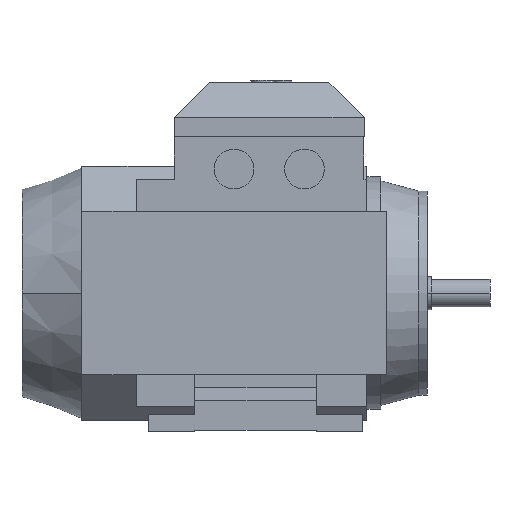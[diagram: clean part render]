
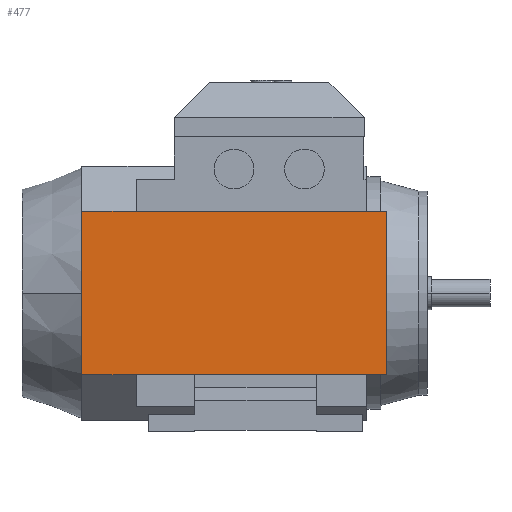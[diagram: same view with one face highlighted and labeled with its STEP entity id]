
A CAD part, left-side view. The second image highlights one B-rep face of the part: STEP entity #477.
In plain terms, the highlighted planar face has unit normal (-1, 0, 0).
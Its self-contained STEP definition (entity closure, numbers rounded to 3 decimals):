
#254=PLANE('',#3732);
#477=ADVANCED_FACE('',(#653),#254,.T.);
#653=FACE_OUTER_BOUND('',#871,.T.);
#871=EDGE_LOOP('',(#1884,#1885,#1886,#1887,#1888,#1889));
#1884=ORIENTED_EDGE('',*,*,#2676,.F.);
#1885=ORIENTED_EDGE('',*,*,#2684,.F.);
#1886=ORIENTED_EDGE('',*,*,#2708,.T.);
#1887=ORIENTED_EDGE('',*,*,#2365,.T.);
#1888=ORIENTED_EDGE('',*,*,#2356,.T.);
#1889=ORIENTED_EDGE('',*,*,#2296,.F.);
#1976=VERTEX_POINT('',#4779);
#1977=VERTEX_POINT('',#4781);
#2018=VERTEX_POINT('',#4904);
#2023=VERTEX_POINT('',#4920);
#2213=VERTEX_POINT('',#5674);
#2218=VERTEX_POINT('',#5689);
#2296=EDGE_CURVE('',#1976,#1977,#2743,.T.);
#2356=EDGE_CURVE('',#2018,#1977,#2788,.T.);
#2365=EDGE_CURVE('',#2023,#2018,#2796,.T.);
#2676=EDGE_CURVE('',#2213,#1976,#3066,.T.);
#2684=EDGE_CURVE('',#2218,#2213,#3074,.T.);
#2708=EDGE_CURVE('',#2218,#2023,#3096,.T.);
#2743=LINE('',#4780,#3131);
#2788=LINE('',#4903,#3176);
#2796=LINE('',#4919,#3184);
#3066=LINE('',#5675,#3454);
#3074=LINE('',#5690,#3462);
#3096=LINE('',#5736,#3484);
#3131=VECTOR('',#3869,1.);
#3176=VECTOR('',#3976,1.);
#3184=VECTOR('',#3990,1.);
#3454=VECTOR('',#4550,1.);
#3462=VECTOR('',#4562,1.);
#3484=VECTOR('',#4614,1.);
#3732=AXIS2_PLACEMENT_3D('',#5737,#4615,#4616);
#3869=DIRECTION('',(0.,0.,-1.));
#3976=DIRECTION('',(0.,-1.,0.));
#3990=DIRECTION('',(0.,-1.,0.));
#4550=DIRECTION('',(0.,-1.,0.));
#4562=DIRECTION('',(0.,-1.,0.));
#4614=DIRECTION('',(0.,0.,-1.));
#4615=DIRECTION('',(-1.,0.,0.));
#4616=DIRECTION('',(0.,0.,-1.));
#4779=CARTESIAN_POINT('',(-65.,-156.,41.773));
#4780=CARTESIAN_POINT('',(-65.,-156.,41.773));
#4781=CARTESIAN_POINT('',(-65.,-156.,-41.773));
#4903=CARTESIAN_POINT('',(-65.,-28.,-41.773));
#4904=CARTESIAN_POINT('',(-65.,-28.,-41.773));
#4919=CARTESIAN_POINT('',(-65.,0.,-41.773));
#4920=CARTESIAN_POINT('',(-65.,0.,-41.773));
#5674=CARTESIAN_POINT('',(-65.,-28.,41.773));
#5675=CARTESIAN_POINT('',(-65.,-28.,41.773));
#5689=CARTESIAN_POINT('',(-65.,0.,41.773));
#5690=CARTESIAN_POINT('',(-65.,0.,41.773));
#5736=CARTESIAN_POINT('',(-65.,0.,41.773));
#5737=CARTESIAN_POINT('',(-65.,0.,-41.773));
